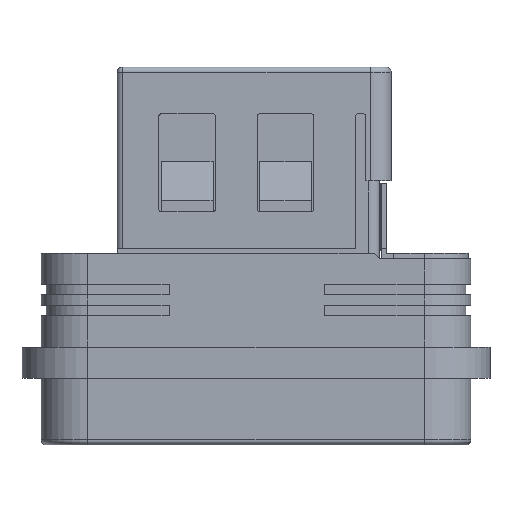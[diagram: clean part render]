
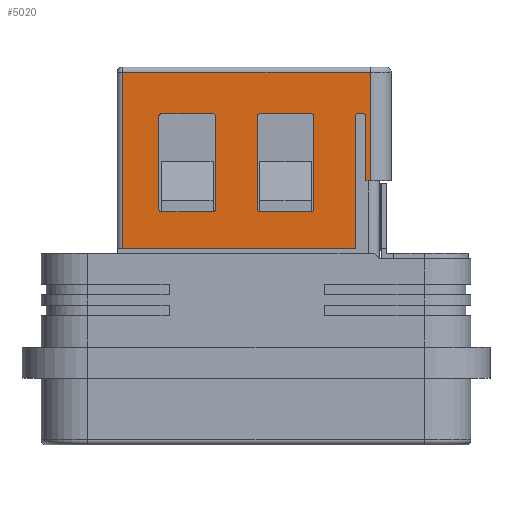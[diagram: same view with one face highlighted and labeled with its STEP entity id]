
A CAD part, left-side view. The second image highlights one B-rep face of the part: STEP entity #5020.
In plain terms, the highlighted planar face has unit normal (-1, 0, 0).
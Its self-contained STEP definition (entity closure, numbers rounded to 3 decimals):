
#670=CARTESIAN_POINT('',(29.114,66.475,-12.1));
#680=VERTEX_POINT('',#670);
#710=CARTESIAN_POINT('',(29.114,71.675,-12.1));
#720=DIRECTION('',(0.,-1.,0.));
#730=VECTOR('',#720,1.);
#740=LINE('',#710,#730);
#750=CARTESIAN_POINT('',(29.114,71.375,-12.1));
#760=VERTEX_POINT('',#750);
#770=EDGE_CURVE('',#760,#680,#740,.T.);
#1000=CARTESIAN_POINT('',(29.114,76.675,-12.1));
#1010=DIRECTION('',(0.,-1.,0.));
#1020=VECTOR('',#1010,1.);
#1030=LINE('',#1000,#1020);
#1040=CARTESIAN_POINT('',(29.114,76.375,-12.1));
#1050=VERTEX_POINT('',#1040);
#1060=CARTESIAN_POINT('',(29.114,75.975,-12.1));
#1070=VERTEX_POINT('',#1060);
#1080=EDGE_CURVE('',#1050,#1070,#1030,.T.);
#1470=CARTESIAN_POINT('',(29.114,76.375,-11.8));
#1480=DIRECTION('',(1.,0.,0.));
#1490=DIRECTION('',(0.,1.,0.));
#1500=AXIS2_PLACEMENT_3D('',#1470,#1480,#1490);
#1510=CIRCLE('',#1500,0.3);
#1520=CARTESIAN_POINT('',(29.114,76.675,-11.8));
#1530=VERTEX_POINT('',#1520);
#1540=EDGE_CURVE('',#1050,#1530,#1510,.T.);
#2020=CARTESIAN_POINT('',(29.114,53.175,0.9));
#2030=VERTEX_POINT('',#2020);
#2060=CARTESIAN_POINT('',(29.114,62.465,0.9))
;
#2070=DIRECTION('',(0.,-1.,0.));
#2080=VECTOR('',#2070,1.);
#2090=LINE('',#2060,#2080);
#2100=CARTESIAN_POINT('',(29.114,75.675,0.9));
#2110=VERTEX_POINT('',#2100);
#2120=EDGE_CURVE('',#2110,#2030,#2090,.T.);
#2580=CARTESIAN_POINT('',(29.114,56.675,-11.8));
#2590=VERTEX_POINT('',#2580);
#2620=CARTESIAN_POINT('',(29.114,56.975,-11.8));
#2630=DIRECTION('',(1.,0.,0.));
#2640=DIRECTION('',(0.,1.,0.));
#2650=AXIS2_PLACEMENT_3D('',#2620,#2630,#2640);
#2660=CIRCLE('',#2650,0.3);
#2670=CARTESIAN_POINT('',(29.114,56.975,-12.1));
#2680=VERTEX_POINT('',#2670);
#2690=EDGE_CURVE('',#2590,#2680,#2660,.T.);
#2920=CARTESIAN_POINT('',(29.114,62.175,-12.1));
#2930=DIRECTION('',(0.,-1.,0.));
#2940=VECTOR('',#2930,1.);
#2950=LINE('',#2920,#2940);
#2960=CARTESIAN_POINT('',(29.114,61.875,-12.1));
#2970=VERTEX_POINT('',#2960);
#2980=EDGE_CURVE('',#2970,#2680,#2950,.T.);
#3250=CARTESIAN_POINT('',(29.114,58.075,-6.5));
#3260=DIRECTION('',(-1.,0.,0.));
#3270=DIRECTION('',(0.,0.,1.));
#3280=AXIS2_PLACEMENT_3D('',#3250,#3260,#3270);
#3290=PLANE('',#3280);
#3300=CARTESIAN_POINT('',(29.114,66.475,-11.8));
#3310=DIRECTION('',(-1.,0.,0.));
#3320=DIRECTION('',(0.,-1.,0.));
#3330=AXIS2_PLACEMENT_3D('',#3300,#3310,#3320);
#3340=CIRCLE('',#3330,0.3);
#3350=CARTESIAN_POINT('',(29.114,66.175,-11.8));
#3360=VERTEX_POINT('',#3350);
#3370=EDGE_CURVE('',#680,#3360,#3340,.T.);
#3380=ORIENTED_EDGE('',*,*,#3370,.F.);
#3390=CARTESIAN_POINT('',(29.114,66.175,-16.5));
#3400=DIRECTION('',(0.,0.,-1.));
#3410=VECTOR('',#3400,1.);
#3420=LINE('',#3390,#3410);
#3430=CARTESIAN_POINT('',(29.114,66.175,-2.9));
#3440=VERTEX_POINT('',#3430);
#3450=EDGE_CURVE('',#3440,#3360,#3420,.T.);
#3460=ORIENTED_EDGE('',*,*,#3450,.T.);
#3470=CARTESIAN_POINT('',(29.114,66.475,-2.9));
#3480=DIRECTION('',(1.,0.,0.));
#3490=DIRECTION('',(0.,1.,0.));
#3500=AXIS2_PLACEMENT_3D('',#3470,#3480,#3490);
#3510=CIRCLE('',#3500,0.3);
#3520=CARTESIAN_POINT('',(29.114,66.475,-2.6));
#3530=VERTEX_POINT('',#3520);
#3540=EDGE_CURVE('',#3530,#3440,#3510,.T.);
#3550=ORIENTED_EDGE('',*,*,#3540,.T.);
#3560=CARTESIAN_POINT('',(29.114,62.465,-2.6));
#3570=DIRECTION('',(0.,1.,0.));
#3580=VECTOR('',#3570,1.);
#3590=LINE('',#3560,#3580);
#3600=CARTESIAN_POINT('',(29.114,71.375,-2.6));
#3610=VERTEX_POINT('',#3600);
#3620=EDGE_CURVE('',#3530,#3610,#3590,.T.);
#3630=ORIENTED_EDGE('',*,*,#3620,.F.);
#3640=CARTESIAN_POINT('',(29.114,71.375,-2.9));
#3650=DIRECTION('',(-1.,0.,0.));
#3660=DIRECTION('',(0.,-1.,0.));
#3670=AXIS2_PLACEMENT_3D('',#3640,#3650,#3660);
#3680=CIRCLE('',#3670,0.3);
#3690=CARTESIAN_POINT('',(29.114,71.675,-2.9));
#3700=VERTEX_POINT('',#3690);
#3710=EDGE_CURVE('',#3610,#3700,#3680,.T.);
#3720=ORIENTED_EDGE('',*,*,#3710,.F.);
#3730=CARTESIAN_POINT('',(29.114,71.675,-16.5));
#3740=DIRECTION('',(0.,0.,-1.));
#3750=VECTOR('',#3740,1.);
#3760=LINE('',#3730,#3750);
#3770=CARTESIAN_POINT('',(29.114,71.675,-11.8));
#3780=VERTEX_POINT('',#3770);
#3790=EDGE_CURVE('',#3700,#3780,#3760,.T.);
#3800=ORIENTED_EDGE('',*,*,#3790,.F.);
#3810=CARTESIAN_POINT('',(29.114,71.375,-11.8));
#3820=DIRECTION('',(-1.,0.,0.));
#3830=DIRECTION('',(0.,-1.,0.));
#3840=AXIS2_PLACEMENT_3D('',#3810,#3820,#3830);
#3850=CIRCLE('',#3840,0.3);
#3860=EDGE_CURVE('',#3780,#760,#3850,.T.);
#3870=ORIENTED_EDGE('',*,*,#3860,.F.);
#3880=ORIENTED_EDGE('',*,*,#770,.F.);
#3890=EDGE_LOOP('',(#3880,#3870,#3800,#3720,#3630,#3550,#3460,#3380));
#3900=FACE_BOUND('',#3890,.T.);
#3910=CARTESIAN_POINT('',(29.114,61.875,-11.8));
#3920=DIRECTION('',(-1.,0.,0.));
#3930=DIRECTION('',(0.,-1.,0.));
#3940=AXIS2_PLACEMENT_3D('',#3910,#3920,#3930);
#3950=CIRCLE('',#3940,0.3);
#3960=CARTESIAN_POINT('',(29.114,62.175,-11.8));
#3970=VERTEX_POINT('',#3960);
#3980=EDGE_CURVE('',#3970,#2970,#3950,.T.);
#3990=ORIENTED_EDGE('',*,*,#3980,.F.);
#4000=ORIENTED_EDGE('',*,*,#2980,.F.);
#4010=ORIENTED_EDGE('',*,*,#2690,.T.);
#4020=CARTESIAN_POINT('',(29.114,56.675,-16.5));
#4030=DIRECTION('',(0.,0.,1.));
#4040=VECTOR('',#4030,1.);
#4050=LINE('',#4020,#4040);
#4060=CARTESIAN_POINT('',(29.114,56.675,-2.9));
#4070=VERTEX_POINT('',#4060);
#4080=EDGE_CURVE('',#2590,#4070,#4050,.T.);
#4090=ORIENTED_EDGE('',*,*,#4080,.F.);
#4100=CARTESIAN_POINT('',(29.114,56.975,-2.9));
#4110=DIRECTION('',(1.,0.,0.));
#4120=DIRECTION('',(0.,1.,0.));
#4130=AXIS2_PLACEMENT_3D('',#4100,#4110,#4120);
#4140=CIRCLE('',#4130,0.3);
#4150=CARTESIAN_POINT('',(29.114,56.975,-2.6));
#4160=VERTEX_POINT('',#4150);
#4170=EDGE_CURVE('',#4160,#4070,#4140,.T.);
#4180=ORIENTED_EDGE('',*,*,#4170,.T.);
#4190=CARTESIAN_POINT('',(29.114,62.465,-2.6));
#4200=DIRECTION('',(0.,-1.,0.));
#4210=VECTOR('',#4200,1.);
#4220=LINE('',#4190,#4210);
#4230=CARTESIAN_POINT('',(29.114,61.875,-2.6));
#4240=VERTEX_POINT('',#4230);
#4250=EDGE_CURVE('',#4240,#4160,#4220,.T.);
#4260=ORIENTED_EDGE('',*,*,#4250,.T.);
#4270=CARTESIAN_POINT('',(29.114,61.875,-2.9));
#4280=DIRECTION('',(1.,0.,0.));
#4290=DIRECTION('',(0.,1.,0.));
#4300=AXIS2_PLACEMENT_3D('',#4270,#4280,#4290);
#4310=CIRCLE('',#4300,0.3);
#4320=CARTESIAN_POINT('',(29.114,62.175,-2.9));
#4330=VERTEX_POINT('',#4320);
#4340=EDGE_CURVE('',#4330,#4240,#4310,.T.);
#4350=ORIENTED_EDGE('',*,*,#4340,.T.);
#4360=CARTESIAN_POINT('',(29.114,62.175,-16.5));
#4370=DIRECTION('',(0.,0.,-1.));
#4380=VECTOR('',#4370,1.);
#4390=LINE('',#4360,#4380);
#4400=EDGE_CURVE('',#4330,#3970,#4390,.T.);
#4410=ORIENTED_EDGE('',*,*,#4400,.F.);
#4420=EDGE_LOOP('',(#4410,#4350,#4260,#4180,#4090,#4010,#4000,#3990));
#4430=FACE_BOUND('',#4420,.T.);
#4440=CARTESIAN_POINT('',(29.114,77.125,-16.5));
#4450=DIRECTION('',(0.,0.,1.));
#4460=VECTOR('',#4450,1.);
#4470=LINE('',#4440,#4460);
#4480=CARTESIAN_POINT('',(29.114,77.125,-16.1));
#4490=VERTEX_POINT('',#4480);
#4500=CARTESIAN_POINT('',(29.114,77.125,-5.6));
#4510=VERTEX_POINT('',#4500);
#4520=EDGE_CURVE('',#4490,#4510,#4470,.T.);
#4530=ORIENTED_EDGE('',*,*,#4520,.F.);
#4540=CARTESIAN_POINT('',(29.114,62.465,-5.6));
#4550=DIRECTION('',(0.,-1.,0.));
#4560=VECTOR('',#4550,1.);
#4570=LINE('',#4540,#4560);
#4580=CARTESIAN_POINT('',(29.114,76.675,-5.6));
#4590=VERTEX_POINT('',#4580);
#4600=EDGE_CURVE('',#4510,#4590,#4570,.T.);
#4610=ORIENTED_EDGE('',*,*,#4600,.F.);
#4620=CARTESIAN_POINT('',(29.114,76.675,-16.5));
#4630=DIRECTION('',(0.,0.,-1.));
#4640=VECTOR('',#4630,1.);
#4650=LINE('',#4620,#4640);
#4660=EDGE_CURVE('',#4590,#1530,#4650,.T.);
#4670=ORIENTED_EDGE('',*,*,#4660,.F.);
#4680=ORIENTED_EDGE('',*,*,#1540,.T.);
#4690=ORIENTED_EDGE('',*,*,#1080,.F.);
#4700=CARTESIAN_POINT('',(29.114,75.975,-11.8));
#4710=DIRECTION('',(1.,0.,0.));
#4720=DIRECTION('',(0.,1.,0.));
#4730=AXIS2_PLACEMENT_3D('',#4700,#4710,#4720);
#4740=CIRCLE('',#4730,0.3);
#4750=CARTESIAN_POINT('',(29.114,75.675,-11.8));
#4760=VERTEX_POINT('',#4750);
#4770=EDGE_CURVE('',#4760,#1070,#4740,.T.);
#4780=ORIENTED_EDGE('',*,*,#4770,.T.);
#4790=CARTESIAN_POINT('',(29.114,75.675,-16.5));
#4800=DIRECTION('',(0.,0.,-1.));
#4810=VECTOR('',#4800,1.);
#4820=LINE('',#4790,#4810);
#4830=EDGE_CURVE('',#2110,#4760,#4820,.T.);
#4840=ORIENTED_EDGE('',*,*,#4830,.T.);
#4850=ORIENTED_EDGE('',*,*,#2120,.F.);
#4860=CARTESIAN_POINT('',(29.114,53.175,-16.5));
#4870=DIRECTION('',(0.,0.,-1.));
#4880=VECTOR('',#4870,1.);
#4890=LINE('',#4860,#4880);
#4900=CARTESIAN_POINT('',(29.114,53.175,-16.1));
#4910=VERTEX_POINT('',#4900);
#4920=EDGE_CURVE('',#2030,#4910,#4890,.T.);
#4930=ORIENTED_EDGE('',*,*,#4920,.F.);
#4940=CARTESIAN_POINT('',(29.114,62.465,-16.1));
#4950=DIRECTION('',(0.,1.,0.));
#4960=VECTOR('',#4950,1.);
#4970=LINE('',#4940,#4960);
#4980=EDGE_CURVE('',#4910,#4490,#4970,.T.);
#4990=ORIENTED_EDGE('',*,*,#4980,.F.);
#5000=EDGE_LOOP('',(#4990,#4930,#4850,#4840,#4780,#4690,#4680,#4670,
#4610,#4530));
#5010=FACE_OUTER_BOUND('',#5000,.T.);
#5020=ADVANCED_FACE('',(#3900,#4430,#5010),#3290,.T.);
